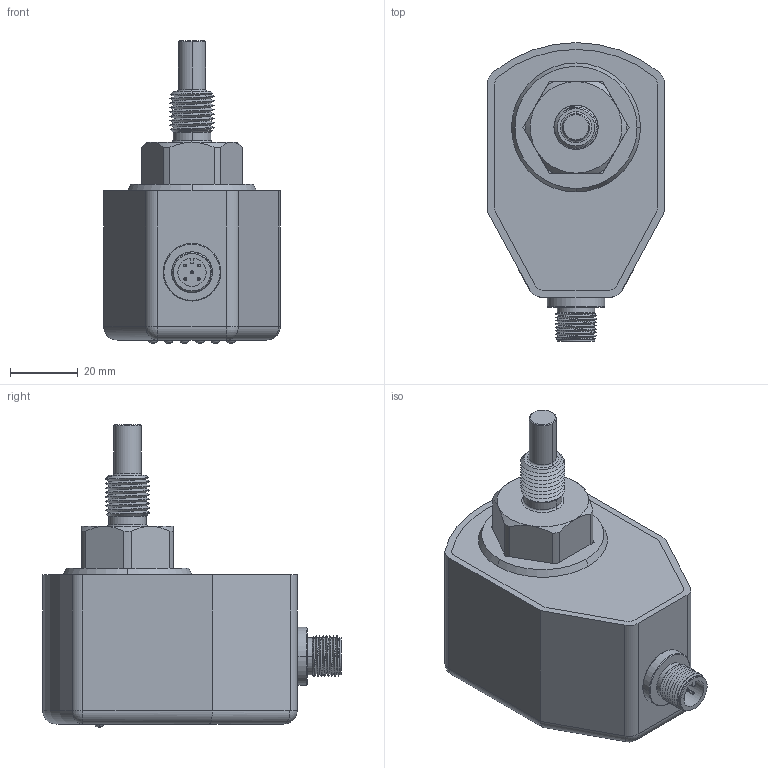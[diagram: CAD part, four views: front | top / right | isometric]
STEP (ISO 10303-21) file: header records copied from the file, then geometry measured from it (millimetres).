
FILE_DESCRIPTION (( 'STEP AP214' ), '1' );
FILE_NAME ('FS100-G14MM30-3D.STEP', '2021-10-21T01:54:41', ( '' ), ( '' ), 'SwSTEP 2.0', 'SolidWorks 2018', '' );
FILE_SCHEMA (( 'AUTOMOTIVE_DESIGN' ));
Length unit declared in the file: millimetre
Products named in the file (6): FS100-G14MM30-3D; FS100-01.stp; FS100-G14MM30-3D.stp; KYF12J5Z-M12-O-Q.stp; FS100-01-01.stp; FS-G14M-30-3D.stp
Assembly tree (5 placements, depth 3):
  FS100-G14MM30-3D
    FS100-G14MM30-3D.stp
      FS100-01.stp
      KYF12J5Z-M12-O-Q.stp
      FS100-01-01.stp
      FS-G14M-30-3D.stp
Bounding box: 52 x 88 x 89.3 mm (x, y, z)
Volume: 55522.9 mm3; surface area: 40294.3 mm2
Topology: 4 solids, 4 shells, 808 faces, 2173 edges, 1423 vertices
Faces by surface type: plane 570, cylinder 134, cone 47, sphere 33, bspline 17, torus 7
Entity records: 28847 total; most frequent: CARTESIAN_POINT 8868, ORIENTED_EDGE 4202, DIRECTION 3872, EDGE_CURVE 2101, VECTOR 1616, LINE 1616, VERTEX_POINT 1383, AXIS2_PLACEMENT_3D 1128
